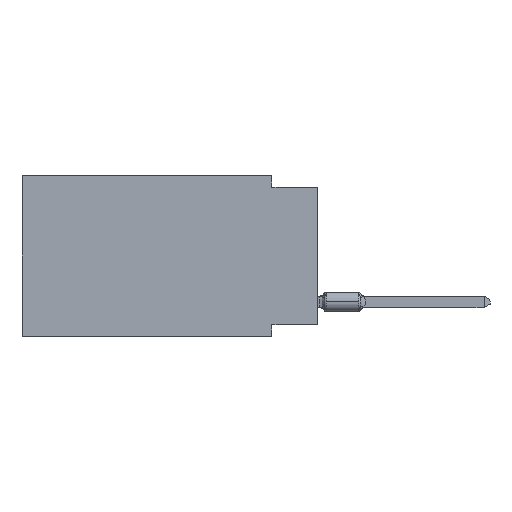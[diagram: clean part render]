
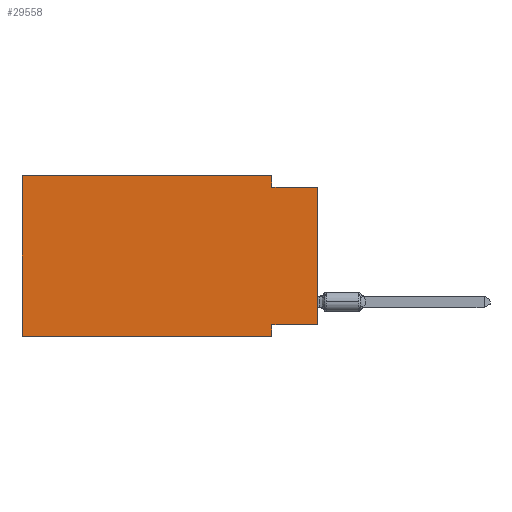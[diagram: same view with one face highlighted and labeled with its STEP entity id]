
A CAD part, left-side view. The second image highlights one B-rep face of the part: STEP entity #29558.
In plain terms, the highlighted planar face has unit normal (-1, 0, 0).
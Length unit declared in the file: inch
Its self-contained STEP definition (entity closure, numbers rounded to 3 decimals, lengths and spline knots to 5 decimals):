
#200 = EDGE_LOOP ( 'NONE', ( #6588, #16134, #17761, #23479, #27566, #20228, #31473, #32770 ) ) ;
#669 = EDGE_CURVE ( 'NONE', #33936, #26078, #4603, .T. ) ;
#718 = AXIS2_PLACEMENT_3D ( 'NONE', #34042, #19839, #28192 ) ;
#860 = CARTESIAN_POINT ( 'NONE',  ( 0., 0.1, -0.325 ) ) ;
#1140 = VECTOR ( 'NONE', #23342, 39.37008 ) ;
#1180 = CARTESIAN_POINT ( 'NONE',  ( 0., 0.645, 0. ) ) ;
#2000 = CARTESIAN_POINT ( 'NONE',  ( 0., 0.645, 0. ) ) ;
#2175 = DIRECTION ( 'NONE',  ( 0., -1., 0. ) ) ;
#2425 = DIRECTION ( 'NONE',  ( 0., 0., 1. ) ) ;
#3051 = VECTOR ( 'NONE', #19656, 39.37008 ) ;
#3357 = DIRECTION ( 'NONE',  ( 0., 0., -1. ) ) ;
#3986 = LINE ( 'NONE', #12497, #1140 ) ;
#4603 = LINE ( 'NONE', #15431, #5964 ) ;
#4981 = EDGE_CURVE ( 'NONE', #6233, #15920, #7560, .T. ) ;
#5808 = CARTESIAN_POINT ( 'NONE',  ( 0., 0., -0.025 ) ) ;
#5964 = VECTOR ( 'NONE', #34624, 39.37008 ) ;
#6014 = EDGE_CURVE ( 'NONE', #16323, #32271, #27875, .T. ) ;
#6233 = VERTEX_POINT ( 'NONE', #26077 ) ;
#6578 = VERTEX_POINT ( 'NONE', #20008 ) ;
#6588 = ORIENTED_EDGE ( 'NONE', *, *, #15857, .T. ) ;
#7560 = LINE ( 'NONE', #18750, #20708 ) ;
#9519 = FACE_OUTER_BOUND ( 'NONE', #200, .T. ) ;
#11653 = CARTESIAN_POINT ( 'NONE',  ( 0., 0., 0. ) ) ;
#12013 = VECTOR ( 'NONE', #3357, 39.37008 ) ;
#12497 = CARTESIAN_POINT ( 'NONE',  ( 0., 0.645, -0.35 ) ) ;
#12608 = EDGE_CURVE ( 'NONE', #32271, #27984, #13238, .T. ) ;
#13238 = LINE ( 'NONE', #16262, #32074 ) ;
#15258 = EDGE_CURVE ( 'NONE', #6578, #33936, #18482, .T. ) ;
#15431 = CARTESIAN_POINT ( 'NONE',  ( 0., 0.1, -0.35 ) ) ;
#15857 = EDGE_CURVE ( 'NONE', #6578, #27984, #17333, .T. ) ;
#15920 = VERTEX_POINT ( 'NONE', #1180 ) ;
#16134 = ORIENTED_EDGE ( 'NONE', *, *, #12608, .F. ) ;
#16262 = CARTESIAN_POINT ( 'NONE',  ( 0., 0., -0.025 ) ) ;
#16323 = VERTEX_POINT ( 'NONE', #17956 ) ;
#16862 = CARTESIAN_POINT ( 'NONE',  ( 0., 0.1, -0.35 ) ) ;
#17333 = LINE ( 'NONE', #11653, #3051 ) ;
#17761 = ORIENTED_EDGE ( 'NONE', *, *, #6014, .F. ) ;
#17956 = CARTESIAN_POINT ( 'NONE',  ( 0., 0.1, 0. ) ) ;
#18482 = LINE ( 'NONE', #20624, #30220 ) ;
#18750 = CARTESIAN_POINT ( 'NONE',  ( 0., 0.645, 0. ) ) ;
#19656 = DIRECTION ( 'NONE',  ( 0., 0., 1. ) ) ;
#19839 = DIRECTION ( 'NONE',  ( 1., 0., 0. ) ) ;
#20008 = CARTESIAN_POINT ( 'NONE',  ( 0., 0., -0.325 ) ) ;
#20228 = ORIENTED_EDGE ( 'NONE', *, *, #27057, .T. ) ;
#20624 = CARTESIAN_POINT ( 'NONE',  ( 0., 0., -0.325 ) ) ;
#20708 = VECTOR ( 'NONE', #2425, 39.37008 ) ;
#23342 = DIRECTION ( 'NONE',  ( 0., -1., 0. ) ) ;
#23388 = PLANE ( 'NONE',  #718 ) ;
#23479 = ORIENTED_EDGE ( 'NONE', *, *, #28809, .F. ) ;
#24544 = VECTOR ( 'NONE', #2175, 39.37008 ) ;
#26077 = CARTESIAN_POINT ( 'NONE',  ( 0., 0.645, -0.35 ) ) ;
#26078 = VERTEX_POINT ( 'NONE', #16862 ) ;
#26472 = CARTESIAN_POINT ( 'NONE',  ( 0., 0.1, -0.025 ) ) ;
#26513 = LINE ( 'NONE', #2000, #24544 ) ;
#27057 = EDGE_CURVE ( 'NONE', #6233, #26078, #3986, .T. ) ;
#27566 = ORIENTED_EDGE ( 'NONE', *, *, #4981, .F. ) ;
#27875 = LINE ( 'NONE', #32688, #12013 ) ;
#27984 = VERTEX_POINT ( 'NONE', #5808 ) ;
#28192 = DIRECTION ( 'NONE',  ( 0., 0., -1. ) ) ;
#28809 = EDGE_CURVE ( 'NONE', #15920, #16323, #26513, .T. ) ;
#29323 = DIRECTION ( 'NONE',  ( 0., 1., 0. ) ) ;
#29558 = ADVANCED_FACE ( 'NONE', ( #9519 ), #23388, .F. ) ;
#30220 = VECTOR ( 'NONE', #29323, 39.37008 ) ;
#31473 = ORIENTED_EDGE ( 'NONE', *, *, #669, .F. ) ;
#32074 = VECTOR ( 'NONE', #32611, 39.37008 ) ;
#32271 = VERTEX_POINT ( 'NONE', #26472 ) ;
#32611 = DIRECTION ( 'NONE',  ( 0., -1., 0. ) ) ;
#32688 = CARTESIAN_POINT ( 'NONE',  ( 0., 0.1, 0. ) ) ;
#32770 = ORIENTED_EDGE ( 'NONE', *, *, #15258, .F. ) ;
#33936 = VERTEX_POINT ( 'NONE', #860 ) ;
#34042 = CARTESIAN_POINT ( 'NONE',  ( 0., 0.645, 0. ) ) ;
#34624 = DIRECTION ( 'NONE',  ( 0., 0., -1. ) ) ;
